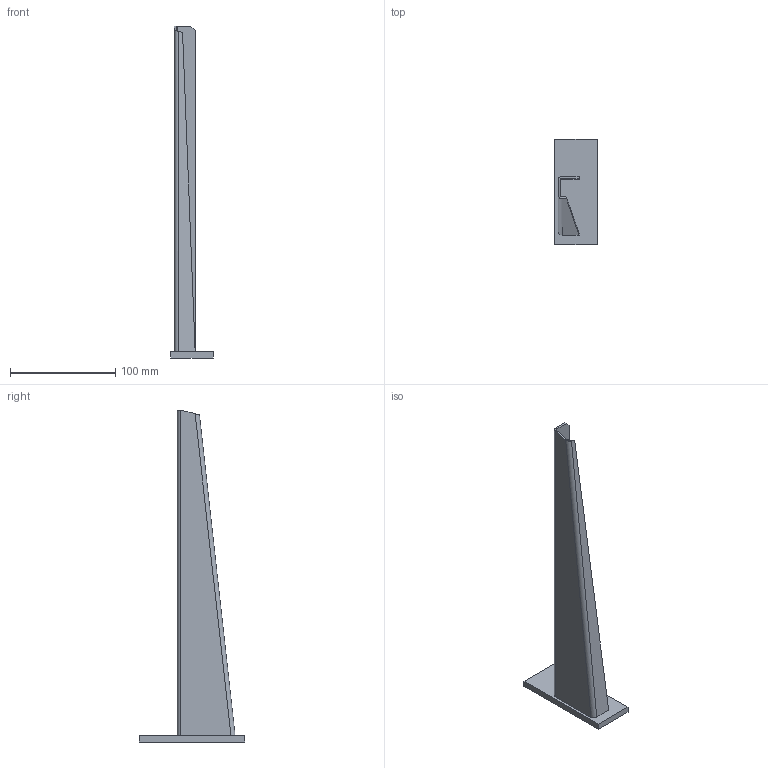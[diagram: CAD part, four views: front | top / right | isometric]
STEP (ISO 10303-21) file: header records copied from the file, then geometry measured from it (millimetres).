
FILE_DESCRIPTION (( 'STEP AP214' ), '1' );
FILE_NAME ('6420918.stp', '2017-01-09T13:52:09', ( '' ), ( '' ), 'SwSTEP 2.0', 'SolidWorks 2016', '' );
FILE_SCHEMA (( 'AUTOMOTIVE_DESIGN' ));
Length unit declared in the file: millimetre
Products named in the file (3): 080462_AS-AW 15 31; 081248_L=100; 6420918
Assembly tree (2 placements, depth 2):
  6420918
    081248_L=100
    080462_AS-AW 15 31
Bounding box: 40 x 100 x 316 mm (x, y, z)
Volume: 62474.3 mm3; surface area: 51595.9 mm2
Topology: 2 solids, 2 shells, 26 faces, 56 edges, 34 vertices
Faces by surface type: plane 21, cylinder 4, bspline 1
Entity records: 827 total; most frequent: CARTESIAN_POINT 165, DIRECTION 117, ORIENTED_EDGE 112, EDGE_CURVE 56, LINE 45, VECTOR 45, AXIS2_PLACEMENT_3D 36, VERTEX_POINT 34
